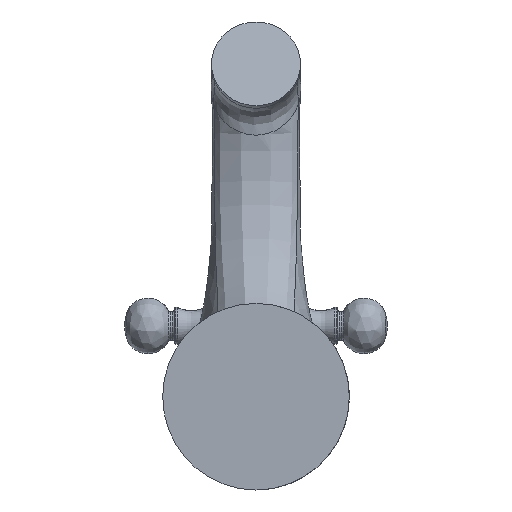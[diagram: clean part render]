
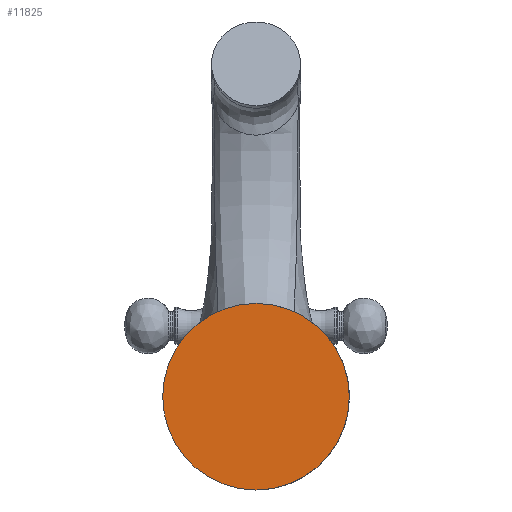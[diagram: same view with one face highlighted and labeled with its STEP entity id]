
A CAD part, front view. The second image highlights one B-rep face of the part: STEP entity #11825.
In plain terms, the highlighted planar face has unit normal (0, -1, 0).
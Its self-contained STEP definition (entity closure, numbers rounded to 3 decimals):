
#615=CARTESIAN_POINT('',(0.,0.,0.));
#616=DIRECTION('',(0.,-1.,0.));
#617=DIRECTION('',(0.,0.,-1.));
#618=AXIS2_PLACEMENT_3D('',#615,#616,#617);
#620=CARTESIAN_POINT('',(0.,0.,0.));
#621=DIRECTION('',(0.,-1.,0.));
#622=DIRECTION('',(0.,0.,1.));
#623=AXIS2_PLACEMENT_3D('',#620,#621,#622);
#7638=CARTESIAN_POINT('',(0.,0.,-22.75));
#7639=VERTEX_POINT('',#7638);
#7640=CARTESIAN_POINT('',(0.,0.,22.75));
#7641=VERTEX_POINT('',#7640);
#11816=CARTESIAN_POINT('',(0.,0.,0.));
#11817=DIRECTION('',(0.,1.,0.));
#11818=DIRECTION('',(0.,0.,1.));
#11819=AXIS2_PLACEMENT_3D('',#11816,#11817,#11818);
#11820=PLANE('',#11819);
#11821=ORIENTED_EDGE('',*,*,#11804,.F.);
#11822=ORIENTED_EDGE('',*,*,#11783,.F.);
#11823=EDGE_LOOP('',(#11821,#11822));
#11824=FACE_OUTER_BOUND('',#11823,.F.);
#11825=ADVANCED_FACE('',(#11824),#11820,.F.);
#619=CIRCLE('',#618,22.75);
#624=CIRCLE('',#623,22.75);
#11783=EDGE_CURVE('',#7641,#7639,#624,.T.);
#11804=EDGE_CURVE('',#7639,#7641,#619,.T.);
